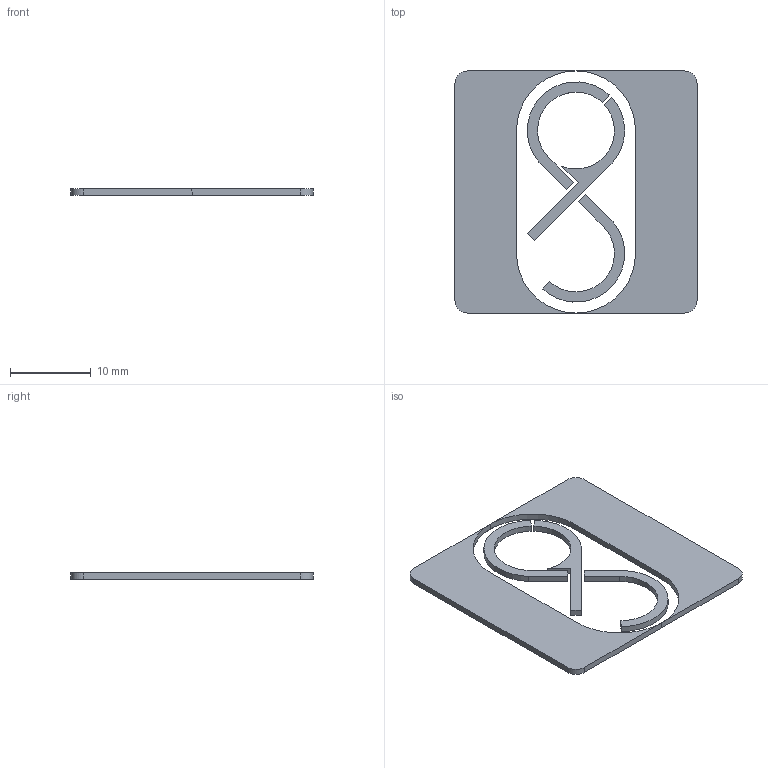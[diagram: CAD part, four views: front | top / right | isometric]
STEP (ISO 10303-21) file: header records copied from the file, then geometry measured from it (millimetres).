
FILE_DESCRIPTION(/* description */ (''),/* implementation_level */ '2;1');
FILE_NAME(/* name */ 'Face Plate S9 OVERLAY_1.stp',/* time_stamp */ '2025-04-12T00:57:12-04:00',/* author */ ('Ryan'),/* organization */ (''),/* preprocessor_version */ 'ST-DEVELOPER v20',/* originating_system */ 'Autodesk Inventor 2024',/* authorisation */ '');
FILE_SCHEMA (('AUTOMOTIVE_DESIGN { 1 0 10303 214 3 1 1 }'));
Length unit declared in the file: inch
Products named in the file (1): S9 Logo Standalone_1
Bounding box: 30 x 30 x 0.76 mm (x, y, z)
Volume: 446.7 mm3; surface area: 1426.6 mm2
Topology: 5 solids, 5 shells, 45 faces, 105 edges, 70 vertices
Faces by surface type: plane 31, cylinder 14
Entity records: 1328 total; most frequent: DIRECTION 225, CARTESIAN_POINT 221, ORIENTED_EDGE 210, EDGE_CURVE 105, LINE 77, VECTOR 77, AXIS2_PLACEMENT_3D 74, VERTEX_POINT 70
